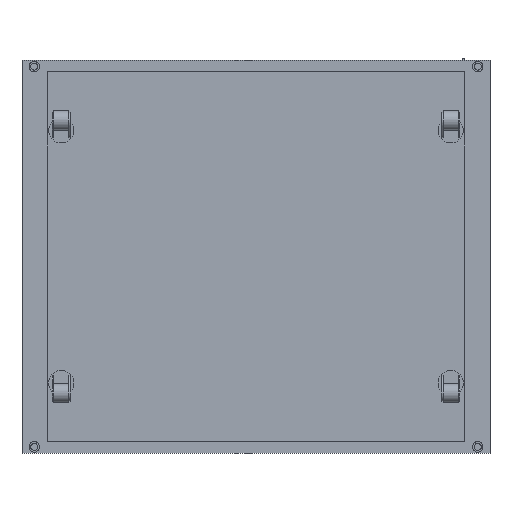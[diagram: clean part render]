
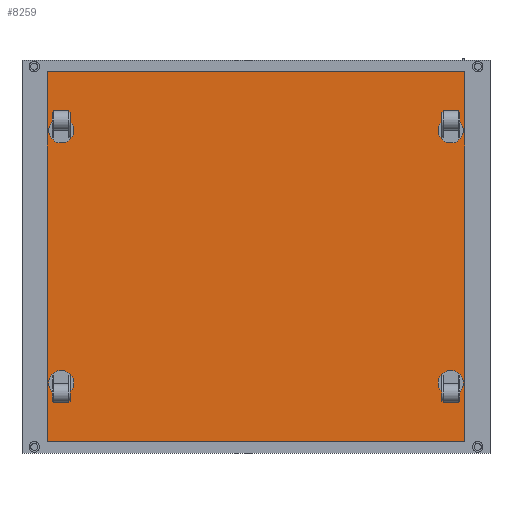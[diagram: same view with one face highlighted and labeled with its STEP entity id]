
A CAD part, front view. The second image highlights one B-rep face of the part: STEP entity #8259.
In plain terms, the highlighted planar face has unit normal (0, -1, 0).
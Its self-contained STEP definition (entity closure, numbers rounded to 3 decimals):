
#699=FACE_OUTER_BOUND('',#1203,.T.);
#1203=EDGE_LOOP('',(#6985,#6986,#6987,#6988));
#2151=LINE('',#13206,#3143);
#2155=LINE('',#13213,#3147);
#2158=LINE('',#13219,#3150);
#2160=LINE('',#13222,#3152);
#3143=VECTOR('',#10784,10.);
#3147=VECTOR('',#10790,10.);
#3150=VECTOR('',#10795,10.);
#3152=VECTOR('',#10799,10.);
#3911=VERTEX_POINT('',#13203);
#3912=VERTEX_POINT('',#13205);
#3914=VERTEX_POINT('',#13211);
#3916=VERTEX_POINT('',#13217);
#4959=EDGE_CURVE('',#3911,#3912,#2151,.T.);
#4963=EDGE_CURVE('',#3914,#3911,#2155,.T.);
#4966=EDGE_CURVE('',#3916,#3914,#2158,.T.);
#4968=EDGE_CURVE('',#3912,#3916,#2160,.T.);
#6985=ORIENTED_EDGE('',*,*,#4968,.F.);
#6986=ORIENTED_EDGE('',*,*,#4959,.F.);
#6987=ORIENTED_EDGE('',*,*,#4963,.F.);
#6988=ORIENTED_EDGE('',*,*,#4966,.F.);
#7793=PLANE('',#8910);
#8259=ADVANCED_FACE('',(#699),#7793,.F.);
#8910=AXIS2_PLACEMENT_3D('',#13223,#10800,#10801);
#10784=DIRECTION('',(0.,0.,-1.));
#10790=DIRECTION('',(1.,0.,0.));
#10795=DIRECTION('',(0.,0.,1.));
#10799=DIRECTION('',(-1.,0.,0.));
#10800=DIRECTION('center_axis',(0.,1.,0.));
#10801=DIRECTION('ref_axis',(0.,0.,1.));
#13203=CARTESIAN_POINT('',(356.5,-313.,316.));
#13205=CARTESIAN_POINT('',(356.5,-313.,-316.));
#13206=CARTESIAN_POINT('',(356.5,-313.,-316.));
#13211=CARTESIAN_POINT('',(-356.5,-313.,316.));
#13213=CARTESIAN_POINT('',(356.5,-313.,316.));
#13217=CARTESIAN_POINT('',(-356.5,-313.,-316.));
#13219=CARTESIAN_POINT('',(-356.5,-313.,316.));
#13222=CARTESIAN_POINT('',(-356.5,-313.,-316.));
#13223=CARTESIAN_POINT('Origin',(0.,-313.,0.));
